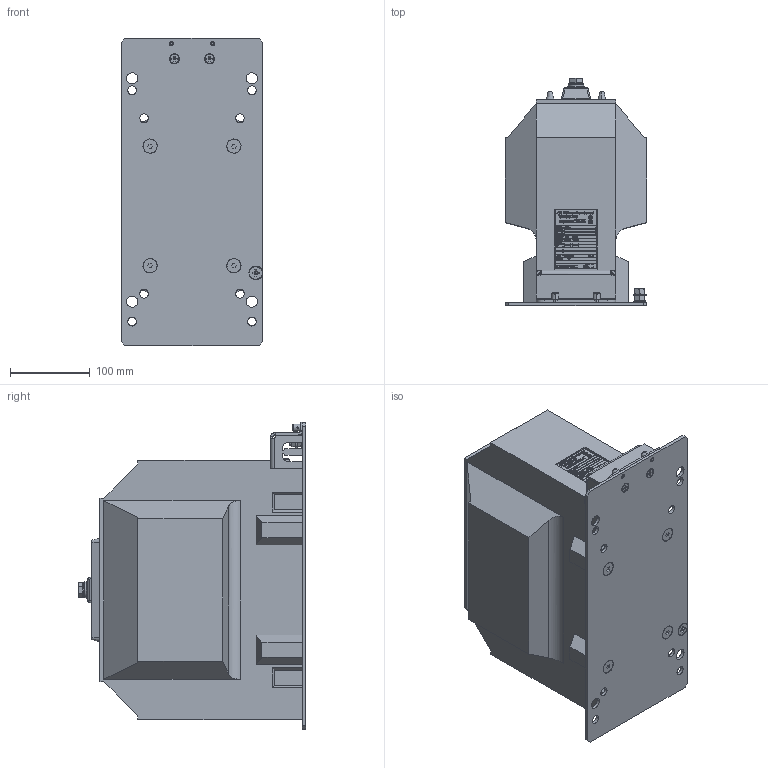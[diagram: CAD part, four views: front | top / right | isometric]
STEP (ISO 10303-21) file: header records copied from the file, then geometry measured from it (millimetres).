
FILE_DESCRIPTION (( 'STEP AP214' ), '1' );
FILE_NAME ('ﾍﾈﾎﾋ-ﾑﾒ-20-ﾌ.STEP', '2023-07-31T08:00:19', ( '' ), ( '' ), 'SwSTEP 2.0', 'SolidWorks 2014', '' );
FILE_SCHEMA (( 'AUTOMOTIVE_DESIGN' ));
Length unit declared in the file: millimetre
Products named in the file (23): Âèíò ïîòàé ñ âí. øåñò. DIN 7991_8å20; 屡扔.733411.007 务眍忄龛錩-02; ÂÅÈÓ.671241.560 Ñáîðêà ñ çàëèâêîé_-00; Êîìïàóíä^ÂÅÈÓ.671241.560 Ñáîðêà ñ çàëèâêîé; ÂÅÈÓ.754312.183À Òàáëè÷êà òåõíè÷åñêèõ äàííûõ ÍÈÎË-ÑÒ_-01; plain washer grade a_din_Washer DIN 125 - A 10.5; ÂÅÈÓ.671241.567 Àêòèâíàÿ ÷àñòü ÍÈÎË-ÑÒ-20-Ì_-00; curved spring lock washer_din_Spring washer DIN 128 - A10; hex screw gradeab_din_ISO 4017 - M10 x 20-N; ÂÅÈÓ.758472.027 Ãàéêà Ì10; 屡扔.758472.007 绵殛郷-01; Ãàéêà øåñòèãðàííàÿ DIN 934_8; ﾘ琺矜 DIN 127 B_8; ﾍﾈﾎﾋ-ﾑﾒ-20-ﾌ; ﾘ琺矜 DIN 125 ﾀ_8.01.019; countersunk flat head cross recess screw_din_ISO 7046-1 - M8 x 20 - Z --- 20N; Áîëò DIN 933_6å12; ﾘ琺矜 DIN 127 B_6; Ãàéêà øåñòèãðàííàÿ DIN 934_6; ﾘ琺矜 DIN 125 ﾀ_6.01.019; countersunk flat head cross recess screw_din_ISO 7046-1 - M6 x 20 - Z --- 20N; 屡扔.758181.002 妈眚 镫铎徼痤忸黜; ÂÅÈÓ.735314.027 Êðûøêà çàùèòíàÿ_-00
Assembly tree (47 placements, depth 4):
  ﾍﾈﾎﾋ-ﾑﾒ-20-ﾌ
    ÂÅÈÓ.671241.560 Ñáîðêà ñ çàëèâêîé_-00
      ÂÅÈÓ.671241.567 Àêòèâíàÿ ÷àñòü ÍÈÎË-ÑÒ-20-Ì_-00
        屡扔.758472.007 绵殛郷-01  x4
        ÂÅÈÓ.758472.027 Ãàéêà Ì10
      Êîìïàóíä^ÂÅÈÓ.671241.560 Ñáîðêà ñ çàëèâêîé
    屡扔.733411.007 务眍忄龛錩-02
    Âèíò ïîòàé ñ âí. øåñò. DIN 7991_8å20  x4
    ÂÅÈÓ.735314.027 Êðûøêà çàùèòíàÿ_-00
    屡扔.758181.002 妈眚 镫铎徼痤忸黜  x2
    countersunk flat head cross recess screw_din_ISO 7046-1 - M6 x 20 - Z --- 20N  x2
    ﾘ琺矜 DIN 125 ﾀ_6.01.019  x6
    Ãàéêà øåñòèãðàííàÿ DIN 934_6  x4
    ﾘ琺矜 DIN 127 B_6  x6
    Áîëò DIN 933_6å12  x4
    countersunk flat head cross recess screw_din_ISO 7046-1 - M8 x 20 - Z --- 20N
    ﾘ琺矜 DIN 125 ﾀ_8.01.019
    ﾘ琺矜 DIN 127 B_8
    Ãàéêà øåñòèãðàííàÿ DIN 934_8  x2
    hex screw gradeab_din_ISO 4017 - M10 x 20-N
    curved spring lock washer_din_Spring washer DIN 128 - A10
    plain washer grade a_din_Washer DIN 125 - A 10.5
    ÂÅÈÓ.754312.183À Òàáëè÷êà òåõíè÷åñêèõ äàííûõ ÍÈÎË-ÑÒ_-01
Bounding box: 178 x 285.51 x 385 mm (x, y, z)
Volume: 10461288.6 mm3; surface area: 520177.4 mm2
Topology: 45 solids, 45 shells, 3594 faces, 9309 edges, 6058 vertices
Faces by surface type: plane 1984, bspline 949, cylinder 352, cone 248, torus 57, sphere 4
Entity records: 173671 total; most frequent: CARTESIAN_POINT 73748, ORIENTED_EDGE 16806, DIRECTION 11725, EDGE_CURVE 8403, LINE 5671, VECTOR 5671, VERTEX_POINT 5532, EDGE_LOOP 3567
